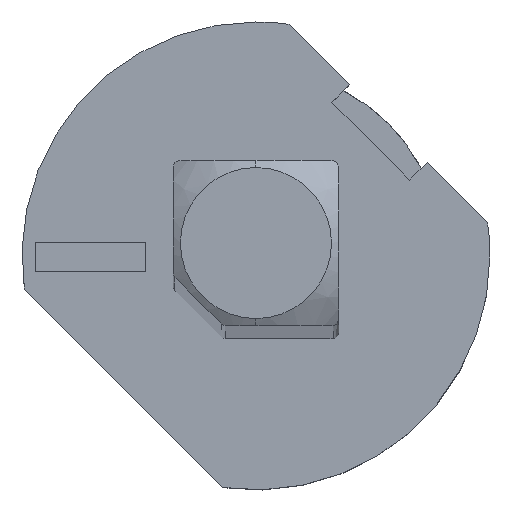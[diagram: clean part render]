
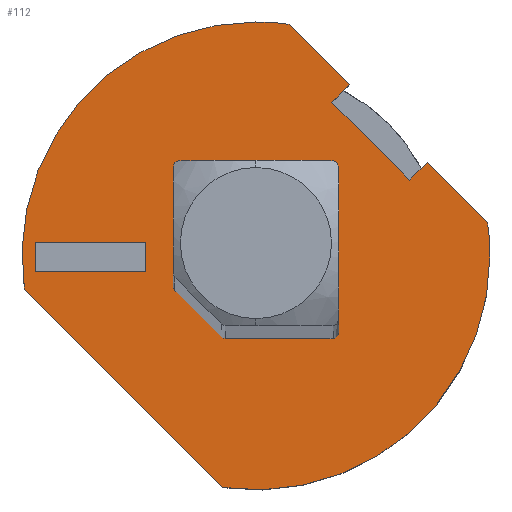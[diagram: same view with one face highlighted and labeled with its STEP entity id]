
A CAD part, top view. The second image highlights one B-rep face of the part: STEP entity #112.
In plain terms, the highlighted planar face has unit normal (0, 0, 1).
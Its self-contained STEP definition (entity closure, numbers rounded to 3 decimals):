
#112=ADVANCED_FACE('',(#259,#260,#261),#262,.T.);
#259=FACE_OUTER_BOUND('',#488,.T.);
#260=FACE_BOUND('',#489,.T.);
#261=FACE_BOUND('',#490,.T.);
#262=PLANE('',#491);
#488=EDGE_LOOP('',(#790,#791,#792,#793,#794,#795,#796,#797,#798,#799));
#489=EDGE_LOOP('',(#800,#801,#802,#803));
#490=EDGE_LOOP('',(#804,#805,#806,#807,#808,#809,#810,#811,#812,#813));
#491=AXIS2_PLACEMENT_3D('',#814,#815,#816);
#790=ORIENTED_EDGE('',*,*,#1230,.T.);
#791=ORIENTED_EDGE('',*,*,#1231,.T.);
#792=ORIENTED_EDGE('',*,*,#1232,.T.);
#793=ORIENTED_EDGE('',*,*,#1233,.T.);
#794=ORIENTED_EDGE('',*,*,#1179,.T.);
#795=ORIENTED_EDGE('',*,*,#1234,.T.);
#796=ORIENTED_EDGE('',*,*,#1172,.T.);
#797=ORIENTED_EDGE('',*,*,#1235,.T.);
#798=ORIENTED_EDGE('',*,*,#1236,.T.);
#799=ORIENTED_EDGE('',*,*,#1237,.T.);
#800=ORIENTED_EDGE('',*,*,#1238,.T.);
#801=ORIENTED_EDGE('',*,*,#1239,.T.);
#802=ORIENTED_EDGE('',*,*,#1240,.T.);
#803=ORIENTED_EDGE('',*,*,#1241,.T.);
#804=ORIENTED_EDGE('',*,*,#1210,.F.);
#805=ORIENTED_EDGE('',*,*,#1213,.T.);
#806=ORIENTED_EDGE('',*,*,#1217,.F.);
#807=ORIENTED_EDGE('',*,*,#1181,.T.);
#808=ORIENTED_EDGE('',*,*,#1223,.F.);
#809=ORIENTED_EDGE('',*,*,#1225,.T.);
#810=ORIENTED_EDGE('',*,*,#1228,.F.);
#811=ORIENTED_EDGE('',*,*,#1195,.T.);
#812=ORIENTED_EDGE('',*,*,#1191,.F.);
#813=ORIENTED_EDGE('',*,*,#1186,.T.);
#814=CARTESIAN_POINT('',(8.455,8.455,31.));
#815=DIRECTION('',(-0.0,0.,1.0));
#816=DIRECTION('',(1.0,0.0,0.0));
#1172=EDGE_CURVE('',#1376,#1373,#1377,.T.);
#1179=EDGE_CURVE('',#1383,#1387,#1389,.T.);
#1181=EDGE_CURVE('',#1391,#1392,#1393,.T.);
#1186=EDGE_CURVE('',#1400,#1401,#1402,.T.);
#1191=EDGE_CURVE('',#1400,#1409,#1410,.T.);
#1195=EDGE_CURVE('',#1415,#1409,#1416,.T.);
#1210=EDGE_CURVE('',#1437,#1401,#1440,.T.);
#1213=EDGE_CURVE('',#1437,#1443,#1444,.T.);
#1217=EDGE_CURVE('',#1391,#1443,#1449,.T.);
#1223=EDGE_CURVE('',#1454,#1392,#1456,.T.);
#1225=EDGE_CURVE('',#1454,#1458,#1459,.T.);
#1228=EDGE_CURVE('',#1415,#1458,#1462,.T.);
#1230=EDGE_CURVE('',#1464,#1465,#1466,.T.);
#1231=EDGE_CURVE('',#1465,#1467,#1468,.T.);
#1232=EDGE_CURVE('',#1467,#1469,#1470,.T.);
#1233=EDGE_CURVE('',#1469,#1383,#1471,.T.);
#1234=EDGE_CURVE('',#1387,#1376,#1472,.T.);
#1235=EDGE_CURVE('',#1373,#1473,#1474,.T.);
#1236=EDGE_CURVE('',#1473,#1475,#1476,.T.);
#1237=EDGE_CURVE('',#1475,#1464,#1477,.T.);
#1238=EDGE_CURVE('',#1478,#1479,#1480,.T.);
#1239=EDGE_CURVE('',#1479,#1481,#1482,.T.);
#1240=EDGE_CURVE('',#1481,#1483,#1484,.T.);
#1241=EDGE_CURVE('',#1483,#1478,#1485,.T.);
#1373=VERTEX_POINT('',#1670);
#1376=VERTEX_POINT('',#1674);
#1377=CIRCLE('',#1675,8.5);
#1383=VERTEX_POINT('',#1682);
#1387=VERTEX_POINT('',#1687);
#1389=CIRCLE('',#1690,8.5);
#1391=VERTEX_POINT('',#1692);
#1392=VERTEX_POINT('',#1693);
#1393=CIRCLE('',#1694,0.2);
#1400=VERTEX_POINT('',#1724);
#1401=VERTEX_POINT('',#1725);
#1402=CIRCLE('',#1726,0.2);
#1409=VERTEX_POINT('',#1756);
#1410=LINE('',#1757,#1758);
#1415=VERTEX_POINT('',#1773);
#1416=CIRCLE('',#1774,0.2);
#1437=VERTEX_POINT('',#1823);
#1440=LINE('',#1827,#1828);
#1443=VERTEX_POINT('',#1840);
#1444=CIRCLE('',#1841,0.2);
#1449=LINE('',#1868,#1869);
#1454=VERTEX_POINT('',#1892);
#1456=LINE('',#1895,#1896);
#1458=VERTEX_POINT('',#1898);
#1459=CIRCLE('',#1899,0.2);
#1462=LINE('',#1903,#1904);
#1464=VERTEX_POINT('',#1906);
#1465=VERTEX_POINT('',#1907);
#1466=LINE('',#1908,#1909);
#1467=VERTEX_POINT('',#1910);
#1468=LINE('',#1911,#1912);
#1469=VERTEX_POINT('',#1913);
#1470=LINE('',#1914,#1915);
#1471=CIRCLE('',#1916,8.5);
#1472=LINE('',#1917,#1918);
#1473=VERTEX_POINT('',#1919);
#1474=CIRCLE('',#1920,8.5);
#1475=VERTEX_POINT('',#1921);
#1476=LINE('',#1922,#1923);
#1477=LINE('',#1924,#1925);
#1478=VERTEX_POINT('',#1926);
#1479=VERTEX_POINT('',#1927);
#1480=LINE('',#1928,#1929);
#1481=VERTEX_POINT('',#1930);
#1482=LINE('',#1931,#1932);
#1483=VERTEX_POINT('',#1933);
#1484=LINE('',#1934,#1935);
#1485=LINE('',#1936,#1937);
#1670=CARTESIAN_POINT('',(16.955,8.455,31.));
#1674=CARTESIAN_POINT('',(7.253,0.041,31.));
#1675=AXIS2_PLACEMENT_3D('',#2304,#2305,#2306);
#1682=CARTESIAN_POINT('',(8.455,16.955,31.));
#1687=CARTESIAN_POINT('',(0.041,7.253,31.));
#1690=AXIS2_PLACEMENT_3D('',#2316,#2317,#2318);
#1692=CARTESIAN_POINT('',(11.455,5.655,31.));
#1693=CARTESIAN_POINT('',(11.255,5.455,31.));
#1694=AXIS2_PLACEMENT_3D('',#2319,#2320,#2321);
#1724=CARTESIAN_POINT('',(5.455,11.255,31.));
#1725=CARTESIAN_POINT('',(5.655,11.455,31.));
#1726=AXIS2_PLACEMENT_3D('',#2324,#2325,#2326);
#1756=CARTESIAN_POINT('',(5.455,7.338,31.));
#1757=CARTESIAN_POINT('',(5.455,5.455,31.));
#1758=VECTOR('',#2329,1.0);
#1773=CARTESIAN_POINT('',(5.514,7.197,31.));
#1774=AXIS2_PLACEMENT_3D('',#2331,#2332,#2333);
#1823=CARTESIAN_POINT('',(11.255,11.455,31.));
#1827=CARTESIAN_POINT('',(11.455,11.455,31.));
#1828=VECTOR('',#2348,1.0);
#1840=CARTESIAN_POINT('',(11.455,11.255,31.));
#1841=AXIS2_PLACEMENT_3D('',#2349,#2350,#2351);
#1868=CARTESIAN_POINT('',(11.455,5.455,31.));
#1869=VECTOR('',#2353,1.0);
#1892=CARTESIAN_POINT('',(7.338,5.455,31.));
#1895=CARTESIAN_POINT('',(11.455,5.455,31.));
#1896=VECTOR('',#2355,1.0);
#1898=CARTESIAN_POINT('',(7.197,5.514,31.));
#1899=AXIS2_PLACEMENT_3D('',#2356,#2357,#2358);
#1903=CARTESIAN_POINT('',(5.455,7.255,31.));
#1904=VECTOR('',#2360,1.0);
#1906=CARTESIAN_POINT('',(14.041,11.213,31.));
#1907=CARTESIAN_POINT('',(11.213,14.041,31.));
#1908=CARTESIAN_POINT('',(14.041,11.213,31.));
#1909=VECTOR('',#2361,1.0);
#1910=CARTESIAN_POINT('',(11.849,14.678,31.));
#1911=CARTESIAN_POINT('',(11.213,14.041,31.));
#1912=VECTOR('',#2362,1.0);
#1913=CARTESIAN_POINT('',(9.657,16.87,31.));
#1914=CARTESIAN_POINT('',(11.849,14.678,31.));
#1915=VECTOR('',#2363,1.0);
#1916=AXIS2_PLACEMENT_3D('',#2364,#2365,#2366);
#1917=CARTESIAN_POINT('',(0.041,7.253,31.));
#1918=VECTOR('',#2367,1.0);
#1919=CARTESIAN_POINT('',(16.87,9.657,31.));
#1920=AXIS2_PLACEMENT_3D('',#2368,#2369,#2370);
#1921=CARTESIAN_POINT('',(14.678,11.849,31.));
#1922=CARTESIAN_POINT('',(16.87,9.657,31.));
#1923=VECTOR('',#2371,1.0);
#1924=CARTESIAN_POINT('',(14.678,11.849,31.));
#1925=VECTOR('',#2372,1.0);
#1926=CARTESIAN_POINT('',(0.455,8.955,31.));
#1927=CARTESIAN_POINT('',(4.455,8.955,31.));
#1928=CARTESIAN_POINT('',(0.455,8.955,31.));
#1929=VECTOR('',#2373,1.0);
#1930=CARTESIAN_POINT('',(4.455,7.885,31.));
#1931=CARTESIAN_POINT('',(4.455,8.955,31.));
#1932=VECTOR('',#2374,1.0);
#1933=CARTESIAN_POINT('',(0.455,7.885,31.));
#1934=CARTESIAN_POINT('',(4.455,7.885,31.));
#1935=VECTOR('',#2375,1.0);
#1936=CARTESIAN_POINT('',(0.455,7.885,31.));
#1937=VECTOR('',#2376,1.0);
#2304=CARTESIAN_POINT('',(8.455,8.455,31.));
#2305=DIRECTION('',(0.,0.,1.0));
#2306=DIRECTION('',(-0.141,-0.99,0.));
#2316=CARTESIAN_POINT('',(8.455,8.455,31.));
#2317=DIRECTION('',(0.,0.,1.0));
#2318=DIRECTION('',(0.141,0.99,0.));
#2319=CARTESIAN_POINT('',(11.255,5.655,31.));
#2320=DIRECTION('',(0.0,0.0,-1.0));
#2321=DIRECTION('',(0.0,-1.0,0.0));
#2324=CARTESIAN_POINT('',(5.655,11.255,31.));
#2325=DIRECTION('',(0.0,0.0,-1.0));
#2326=DIRECTION('',(0.0,-1.0,0.0));
#2329=DIRECTION('',(0.0,-1.0,0.));
#2331=CARTESIAN_POINT('',(5.655,7.338,31.));
#2332=DIRECTION('',(0.0,0.0,-1.0));
#2333=DIRECTION('',(0.0,-1.0,0.0));
#2348=DIRECTION('',(-1.0,0.0,0.0));
#2349=CARTESIAN_POINT('',(11.255,11.255,31.));
#2350=DIRECTION('',(0.0,0.0,-1.0));
#2351=DIRECTION('',(0.0,-1.0,0.0));
#2353=DIRECTION('',(0.0,1.0,0.));
#2355=DIRECTION('',(1.0,0.0,0.0));
#2356=CARTESIAN_POINT('',(7.338,5.655,31.));
#2357=DIRECTION('',(0.0,0.0,-1.0));
#2358=DIRECTION('',(0.0,-1.0,0.0));
#2360=DIRECTION('',(0.707,-0.707,0.));
#2361=DIRECTION('',(-0.707,0.707,0.));
#2362=DIRECTION('',(0.707,0.707,0.));
#2363=DIRECTION('',(-0.707,0.707,0.));
#2364=CARTESIAN_POINT('',(8.455,8.455,31.));
#2365=DIRECTION('',(0.,0.,1.0));
#2366=DIRECTION('',(0.141,0.99,0.));
#2367=DIRECTION('',(0.707,-0.707,0.));
#2368=CARTESIAN_POINT('',(8.455,8.455,31.));
#2369=DIRECTION('',(-0.0,0.,1.0));
#2370=DIRECTION('',(1.0,0.0,0.0));
#2371=DIRECTION('',(-0.707,0.707,0.));
#2372=DIRECTION('',(-0.707,-0.707,0.));
#2373=DIRECTION('',(1.0,0.0,0.0));
#2374=DIRECTION('',(0.0,-1.0,0.));
#2375=DIRECTION('',(-1.0,0.0,0.0));
#2376=DIRECTION('',(0.0,1.0,0.));
